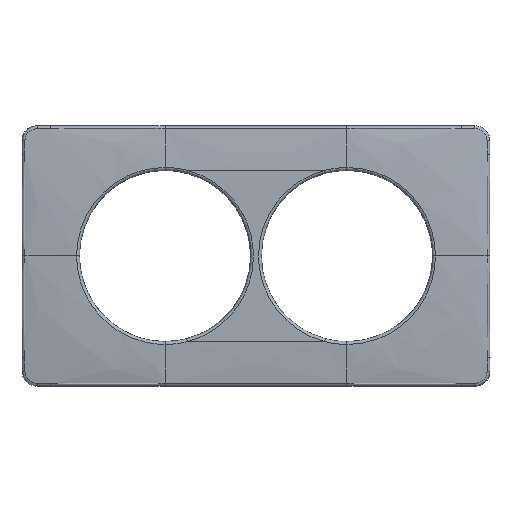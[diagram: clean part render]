
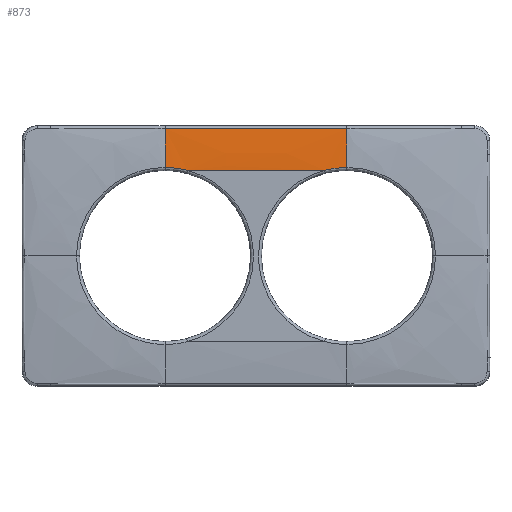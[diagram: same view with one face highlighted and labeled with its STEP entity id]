
A CAD part, top view. The second image highlights one B-rep face of the part: STEP entity #873.
In plain terms, the highlighted face is a extrusion surface.
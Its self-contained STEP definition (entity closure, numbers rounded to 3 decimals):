
#290=CARTESIAN_POINT('Vertex',(49.988,26.8,8.7)) ;
#407=CARTESIAN_POINT('Vertex',(57.,27.711,8.694)) ;
#411=CARTESIAN_POINT('Control Point',(57.,27.711,8.694)) ;
#412=CARTESIAN_POINT('Control Point',(56.234,27.711,8.694)) ;
#413=CARTESIAN_POINT('Control Point',(55.467,27.685,8.694)) ;
#414=CARTESIAN_POINT('Control Point',(54.703,27.631,8.695)) ;
#415=CARTESIAN_POINT('Control Point',(53.676,27.523,8.696)) ;
#416=CARTESIAN_POINT('Control Point',(52.66,27.367,8.697)) ;
#417=CARTESIAN_POINT('Control Point',(52.463,27.334,8.697)) ;
#418=CARTESIAN_POINT('Control Point',(52.137,27.278,8.698)) ;
#419=CARTESIAN_POINT('Control Point',(51.812,27.217,8.698)) ;
#420=CARTESIAN_POINT('Control Point',(51.617,27.179,8.699)) ;
#421=CARTESIAN_POINT('Control Point',(51.133,27.079,8.699)) ;
#422=CARTESIAN_POINT('Control Point',(50.652,26.968,8.7)) ;
#423=CARTESIAN_POINT('Control Point',(50.43,26.914,8.7)) ;
#424=CARTESIAN_POINT('Control Point',(50.208,26.858,8.7)) ;
#425=CARTESIAN_POINT('Control Point',(49.988,26.8,8.7)) ;
#744=CARTESIAN_POINT('Vertex',(7.012,26.8,8.7)) ;
#773=CARTESIAN_POINT('Line Origine',(28.5,26.8,8.7)) ;
#788=CARTESIAN_POINT('Control Point',(57.,26.8,8.7)) ;
#789=CARTESIAN_POINT('Control Point',(57.,27.075,8.7)) ;
#790=CARTESIAN_POINT('Control Point',(57.,27.349,8.698)) ;
#791=CARTESIAN_POINT('Control Point',(57.,27.623,8.695)) ;
#792=CARTESIAN_POINT('Control Point',(57.,28.699,8.68)) ;
#793=CARTESIAN_POINT('Control Point',(57.,29.774,8.646)) ;
#794=CARTESIAN_POINT('Control Point',(57.,30.598,8.609)) ;
#795=CARTESIAN_POINT('Control Point',(57.,32.941,8.483)) ;
#796=CARTESIAN_POINT('Control Point',(57.,35.281,8.299)) ;
#797=CARTESIAN_POINT('Control Point',(57.,36.805,8.16)) ;
#798=CARTESIAN_POINT('Control Point',(57.,38.35,8.001)) ;
#799=CARTESIAN_POINT('Control Point',(57.,39.891,7.827)) ;
#804=CARTESIAN_POINT('Control Point',(0.,27.711,8.694)) ;
#805=CARTESIAN_POINT('Control Point',(0.,28.143,8.688)) ;
#806=CARTESIAN_POINT('Control Point',(0.,28.583,8.679)) ;
#807=CARTESIAN_POINT('Control Point',(0.,29.03,8.667)) ;
#808=CARTESIAN_POINT('Control Point',(0.,29.947,8.636)) ;
#809=CARTESIAN_POINT('Control Point',(0.,30.89,8.592)) ;
#810=CARTESIAN_POINT('Control Point',(0.,31.363,8.567)) ;
#811=CARTESIAN_POINT('Control Point',(0.,32.772,8.485)) ;
#812=CARTESIAN_POINT('Control Point',(0.,34.163,8.383)) ;
#813=CARTESIAN_POINT('Control Point',(0.,35.055,8.31)) ;
#814=CARTESIAN_POINT('Control Point',(0.,36.53,8.179)) ;
#815=CARTESIAN_POINT('Control Point',(0.,38.008,8.032)) ;
#816=CARTESIAN_POINT('Control Point',(0.,38.634,7.966)) ;
#817=CARTESIAN_POINT('Control Point',(0.,39.263,7.898)) ;
#818=CARTESIAN_POINT('Control Point',(0.,39.891,7.827)) ;
#819=CARTESIAN_POINT('Vertex',(0.,27.711,8.694)) ;
#821=CARTESIAN_POINT('Vertex',(0.,39.891,7.827)) ;
#825=CARTESIAN_POINT('Control Point',(0.,27.711,8.694)) ;
#826=CARTESIAN_POINT('Control Point',(0.142,27.711,8.694)) ;
#827=CARTESIAN_POINT('Control Point',(0.284,27.711,8.694)) ;
#828=CARTESIAN_POINT('Control Point',(0.429,27.709,8.694)) ;
#829=CARTESIAN_POINT('Control Point',(0.856,27.7,8.694)) ;
#830=CARTESIAN_POINT('Control Point',(1.284,27.684,8.694)) ;
#831=CARTESIAN_POINT('Control Point',(1.569,27.669,8.694)) ;
#832=CARTESIAN_POINT('Control Point',(2.28,27.622,8.695)) ;
#833=CARTESIAN_POINT('Control Point',(2.988,27.553,8.695)) ;
#834=CARTESIAN_POINT('Control Point',(3.411,27.503,8.696)) ;
#835=CARTESIAN_POINT('Control Point',(4.396,27.368,8.697)) ;
#836=CARTESIAN_POINT('Control Point',(5.37,27.189,8.699)) ;
#837=CARTESIAN_POINT('Control Point',(5.922,27.073,8.699)) ;
#838=CARTESIAN_POINT('Control Point',(6.47,26.943,8.7)) ;
#839=CARTESIAN_POINT('Control Point',(7.012,26.8,8.7)) ;
#842=CARTESIAN_POINT('Control Point',(57.,27.711,8.694)) ;
#843=CARTESIAN_POINT('Control Point',(57.,28.016,8.69)) ;
#844=CARTESIAN_POINT('Control Point',(57.,28.321,8.684)) ;
#845=CARTESIAN_POINT('Control Point',(57.,28.626,8.677)) ;
#846=CARTESIAN_POINT('Control Point',(57.,29.238,8.66)) ;
#847=CARTESIAN_POINT('Control Point',(57.,29.853,8.638)) ;
#848=CARTESIAN_POINT('Control Point',(57.,30.162,8.625)) ;
#849=CARTESIAN_POINT('Control Point',(57.,31.087,8.583)) ;
#850=CARTESIAN_POINT('Control Point',(57.,32.005,8.531)) ;
#851=CARTESIAN_POINT('Control Point',(57.,32.611,8.492)) ;
#852=CARTESIAN_POINT('Control Point',(57.,34.434,8.365)) ;
#853=CARTESIAN_POINT('Control Point',(57.,36.249,8.208)) ;
#854=CARTESIAN_POINT('Control Point',(57.,37.459,8.092)) ;
#855=CARTESIAN_POINT('Control Point',(57.,38.676,7.964)) ;
#856=CARTESIAN_POINT('Control Point',(57.,39.891,7.827)) ;
#857=CARTESIAN_POINT('Vertex',(57.,39.891,7.827)) ;
#860=CARTESIAN_POINT('Line Origine',(20.993,39.891,7.827)) ;
#774=DIRECTION('Vector Direction',(-1.,0.,0.)) ;
#800=DIRECTION('Vector Direction',(-1.,0.,0.)) ;
#861=DIRECTION('Vector Direction',(-1.,0.,0.)) ;
#775=VECTOR('Line Direction',#774,1.) ;
#801=VECTOR('Extrusion Surface Vector',#800,1.) ;
#862=VECTOR('Line Direction',#861,1.) ;
#866=ORIENTED_EDGE('',*,*,#823,.F.) ;
#867=ORIENTED_EDGE('',*,*,#840,.T.) ;
#868=ORIENTED_EDGE('',*,*,#777,.F.) ;
#869=ORIENTED_EDGE('',*,*,#426,.F.) ;
#870=ORIENTED_EDGE('',*,*,#859,.T.) ;
#871=ORIENTED_EDGE('',*,*,#864,.T.) ;
#873=ADVANCED_FACE('Surface.1',(#872),#802,.T.) ;
#410=B_SPLINE_CURVE_WITH_KNOTS('',5,(#411,#412,#413,#414,#415,#416,#417,#418,#419,#420,#421,#422,#423,#424,#425),.UNSPECIFIED.,.F.,.U.,(6,3,3,3,6),(0.,7.541,10.175,12.809,15.089),.UNSPECIFIED.) ;
#787=B_SPLINE_CURVE_WITH_KNOTS('',5,(#788,#789,#790,#791,#792,#793,#794,#795,#796,#797,#798,#799),.UNSPECIFIED.,.F.,.U.,(6,3,3,6),(6.413,8.364,14.018,24.957),.UNSPECIFIED.) ;
#803=B_SPLINE_CURVE_WITH_KNOTS('',5,(#804,#805,#806,#807,#808,#809,#810,#811,#812,#813,#814,#815,#816,#817,#818),.UNSPECIFIED.,.F.,.U.,(6,3,3,3,6),(1.576,5.272,8.968,16.361,21.824),.UNSPECIFIED.) ;
#824=B_SPLINE_CURVE_WITH_KNOTS('',5,(#825,#826,#827,#828,#829,#830,#831,#832,#833,#834,#835,#836,#837,#838,#839),.UNSPECIFIED.,.F.,.U.,(6,3,3,3,6),(0.,1.218,3.665,7.33,12.237),.UNSPECIFIED.) ;
#841=B_SPLINE_CURVE_WITH_KNOTS('',5,(#842,#843,#844,#845,#846,#847,#848,#849,#850,#851,#852,#853,#854,#855,#856),.UNSPECIFIED.,.F.,.U.,(6,3,3,3,6),(7.708,9.864,12.02,16.332,24.957),.UNSPECIFIED.) ;
#426=EDGE_CURVE('',#408,#291,#410,.T.) ;
#777=EDGE_CURVE('',#291,#745,#776,.T.) ;
#823=EDGE_CURVE('',#820,#822,#803,.T.) ;
#840=EDGE_CURVE('',#820,#745,#824,.T.) ;
#859=EDGE_CURVE('',#408,#858,#841,.T.) ;
#864=EDGE_CURVE('',#858,#822,#863,.T.) ;
#865=EDGE_LOOP('',(#866,#867,#868,#869,#870,#871)) ;
#872=FACE_OUTER_BOUND('',#865,.T.) ;
#776=LINE('Line',#773,#775) ;
#863=LINE('Line',#860,#862) ;
#802=SURFACE_OF_LINEAR_EXTRUSION('generated tabulated cylinder',#787,#801) ;
#291=VERTEX_POINT('',#290) ;
#408=VERTEX_POINT('',#407) ;
#745=VERTEX_POINT('',#744) ;
#820=VERTEX_POINT('',#819) ;
#822=VERTEX_POINT('',#821) ;
#858=VERTEX_POINT('',#857) ;
